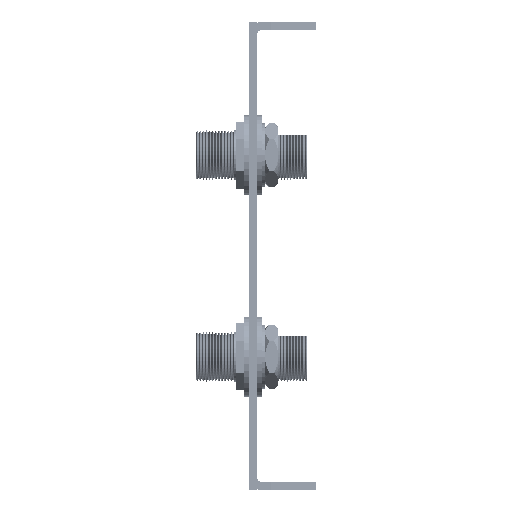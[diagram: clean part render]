
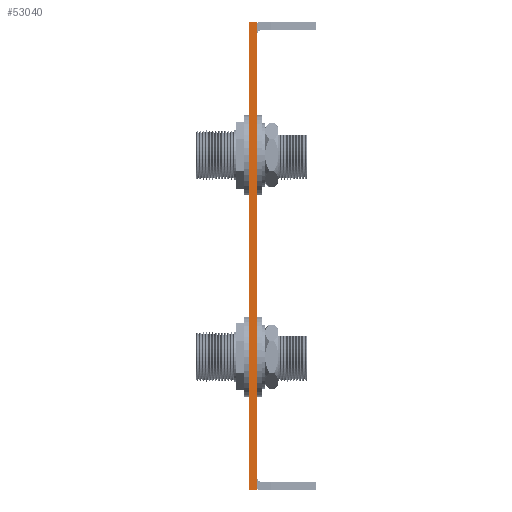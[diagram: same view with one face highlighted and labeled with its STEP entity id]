
A CAD part, left-side view. The second image highlights one B-rep face of the part: STEP entity #53040.
In plain terms, the highlighted planar face has unit normal (-1, 0, 0).
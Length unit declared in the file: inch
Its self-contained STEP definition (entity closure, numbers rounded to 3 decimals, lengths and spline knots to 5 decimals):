
#3045 = AXIS2_PLACEMENT_3D ( 'NONE', #14080, #44686, #18466 ) ;
#3654 = CARTESIAN_POINT ( 'NONE',  ( -9.5, -38.63213, 1.74 ) ) ;
#4074 = CARTESIAN_POINT ( 'NONE',  ( -9.5, 0., -1.74 ) ) ;
#7374 = CARTESIAN_POINT ( 'NONE',  ( -9.5, 0.06, 1.74 ) ) ;
#8772 = DIRECTION ( 'NONE',  ( 0., 0., 1. ) ) ;
#11375 = VECTOR ( 'NONE', #8772, 39.37008 ) ;
#11660 = EDGE_CURVE ( 'NONE', #46175, #43601, #23679, .T. ) ;
#11729 = ORIENTED_EDGE ( 'NONE', *, *, #35396, .F. ) ;
#12297 = DIRECTION ( 'NONE',  ( 0., 1., 0. ) ) ;
#14080 = CARTESIAN_POINT ( 'NONE',  ( -9.5, -38.63213, 1.74 ) ) ;
#15716 = VERTEX_POINT ( 'NONE', #29361 ) ;
#15862 = ORIENTED_EDGE ( 'NONE', *, *, #27355, .T. ) ;
#18466 = DIRECTION ( 'NONE',  ( 0., 0., 1. ) ) ;
#21651 = CARTESIAN_POINT ( 'NONE',  ( -9.5, 0., 1.74 ) ) ;
#22502 = PLANE ( 'NONE',  #3045 ) ;
#23679 = LINE ( 'NONE', #24114, #33940 ) ;
#24015 = CARTESIAN_POINT ( 'NONE',  ( -9.5, 0.06, -1.74 ) ) ;
#24114 = CARTESIAN_POINT ( 'NONE',  ( -9.5, -38.63213, -1.74 ) ) ;
#27355 = EDGE_CURVE ( 'NONE', #15716, #38680, #54640, .T. ) ;
#28510 = CARTESIAN_POINT ( 'NONE',  ( -9.5, 0.06, 1.74 ) ) ;
#29361 = CARTESIAN_POINT ( 'NONE',  ( -9.5, 0., 1.74 ) ) ;
#32912 = DIRECTION ( 'NONE',  ( 0., 1., 0. ) ) ;
#33632 = DIRECTION ( 'NONE',  ( 0., 0., 1. ) ) ;
#33940 = VECTOR ( 'NONE', #32912, 39.37008 ) ;
#34742 = VECTOR ( 'NONE', #33632, 39.37008 ) ;
#35396 = EDGE_CURVE ( 'NONE', #43601, #38680, #36428, .T. ) ;
#36428 = LINE ( 'NONE', #7374, #34742 ) ;
#37434 = LINE ( 'NONE', #21651, #11375 ) ;
#38369 = EDGE_CURVE ( 'NONE', #46175, #15716, #37434, .T. ) ;
#38680 = VERTEX_POINT ( 'NONE', #28510 ) ;
#43601 = VERTEX_POINT ( 'NONE', #24015 ) ;
#44686 = DIRECTION ( 'NONE',  ( -1., 0., 0. ) ) ;
#46175 = VERTEX_POINT ( 'NONE', #4074 ) ;
#49474 = EDGE_LOOP ( 'NONE', ( #11729, #55548, #53063, #15862 ) ) ;
#53040 = ADVANCED_FACE ( 'NONE', ( #54232 ), #22502, .T. ) ;
#53063 = ORIENTED_EDGE ( 'NONE', *, *, #38369, .T. ) ;
#53278 = VECTOR ( 'NONE', #12297, 39.37008 ) ;
#54232 = FACE_OUTER_BOUND ( 'NONE', #49474, .T. ) ;
#54640 = LINE ( 'NONE', #3654, #53278 ) ;
#55548 = ORIENTED_EDGE ( 'NONE', *, *, #11660, .F. ) ;
